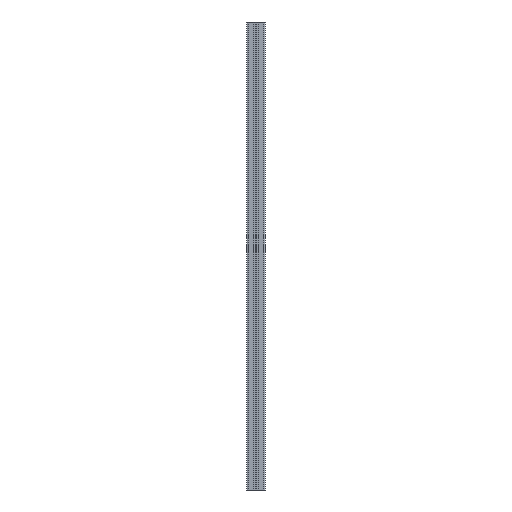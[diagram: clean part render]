
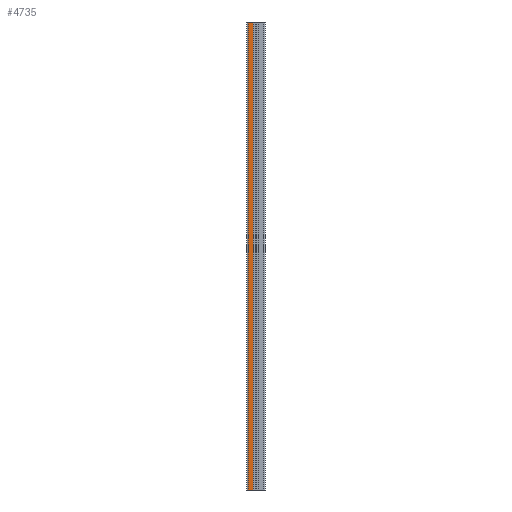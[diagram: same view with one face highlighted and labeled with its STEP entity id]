
A CAD part, left-side view. The second image highlights one B-rep face of the part: STEP entity #4735.
In plain terms, the highlighted planar face has unit normal (-1, 0, 0).
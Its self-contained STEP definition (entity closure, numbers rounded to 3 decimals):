
#161 = AXIS2_PLACEMENT_3D ( 'NONE', #4936, #12603, #14019 ) ;
#1220 = LINE ( 'NONE', #3668, #3660 ) ;
#1787 = EDGE_CURVE ( 'NONE', #15289, #11017, #8874, .T. ) ;
#2279 = ORIENTED_EDGE ( 'NONE', *, *, #9349, .F. ) ;
#2285 = LINE ( 'NONE', #4738, #14847 ) ;
#2960 = CARTESIAN_POINT ( 'NONE',  ( -20., 6.299, 1000. ) ) ;
#3660 = VECTOR ( 'NONE', #11240, 1000. ) ;
#3668 = CARTESIAN_POINT ( 'NONE',  ( -20., 6.299, 1000. ) ) ;
#4735 = ADVANCED_FACE ( 'NONE', ( #10407 ), #7472, .T. ) ;
#4738 = CARTESIAN_POINT ( 'NONE',  ( -20., 17.003, 1000. ) ) ;
#4936 = CARTESIAN_POINT ( 'NONE',  ( -20., 17.003, 1000. ) ) ;
#5255 = EDGE_LOOP ( 'NONE', ( #15912, #2279, #6773, #10546 ) ) ;
#6264 = CARTESIAN_POINT ( 'NONE',  ( -20., 17.003, 1000. ) ) ;
#6773 = ORIENTED_EDGE ( 'NONE', *, *, #1787, .T. ) ;
#7472 = PLANE ( 'NONE',  #161 ) ;
#7639 = LINE ( 'NONE', #15278, #11103 ) ;
#8874 = LINE ( 'NONE', #12664, #13399 ) ;
#9349 = EDGE_CURVE ( 'NONE', #15289, #15370, #1220, .T. ) ;
#9871 = DIRECTION ( 'NONE',  ( 0., 0., -1. ) ) ;
#10407 = FACE_OUTER_BOUND ( 'NONE', #5255, .T. ) ;
#10546 = ORIENTED_EDGE ( 'NONE', *, *, #15063, .T. ) ;
#11017 = VERTEX_POINT ( 'NONE', #6264 ) ;
#11103 = VECTOR ( 'NONE', #12773, 1000. ) ;
#11169 = CARTESIAN_POINT ( 'NONE',  ( -20., 6.299, 0. ) ) ;
#11240 = DIRECTION ( 'NONE',  ( 0., 0., -1. ) ) ;
#12603 = DIRECTION ( 'NONE',  ( -1., 0., 0. ) ) ;
#12664 = CARTESIAN_POINT ( 'NONE',  ( -20., 17.003, 1000. ) ) ;
#12773 = DIRECTION ( 'NONE',  ( 0., 1., 0. ) ) ;
#13399 = VECTOR ( 'NONE', #16597, 1000. ) ;
#13973 = EDGE_CURVE ( 'NONE', #15370, #15662, #7639, .T. ) ;
#14019 = DIRECTION ( 'NONE',  ( 0., -1., 0. ) ) ;
#14847 = VECTOR ( 'NONE', #9871, 1000. ) ;
#15063 = EDGE_CURVE ( 'NONE', #11017, #15662, #2285, .T. ) ;
#15278 = CARTESIAN_POINT ( 'NONE',  ( -20., 17.003, 0. ) ) ;
#15289 = VERTEX_POINT ( 'NONE', #2960 ) ;
#15370 = VERTEX_POINT ( 'NONE', #11169 ) ;
#15662 = VERTEX_POINT ( 'NONE', #16020 ) ;
#15912 = ORIENTED_EDGE ( 'NONE', *, *, #13973, .F. ) ;
#16020 = CARTESIAN_POINT ( 'NONE',  ( -20., 17.003, 0. ) ) ;
#16597 = DIRECTION ( 'NONE',  ( 0., 1., 0. ) ) ;
